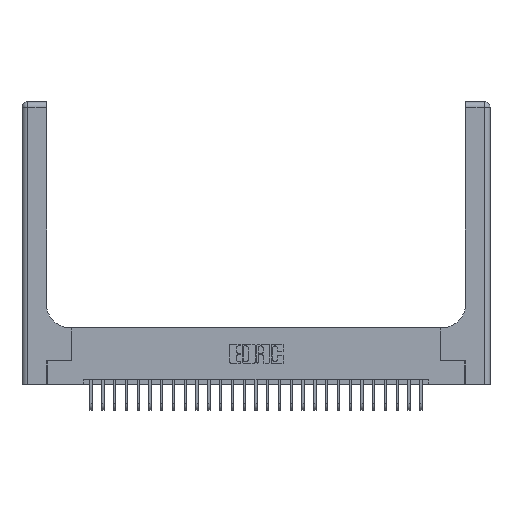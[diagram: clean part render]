
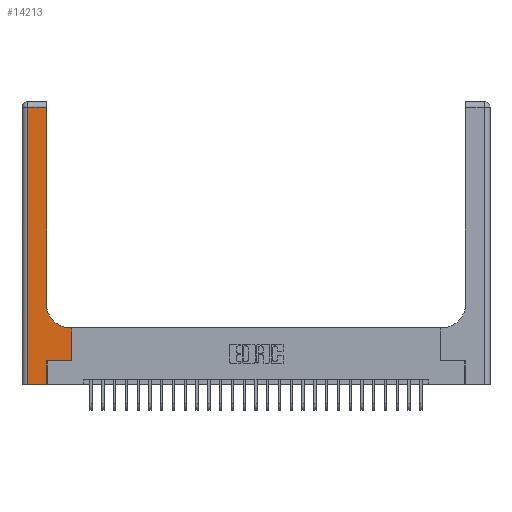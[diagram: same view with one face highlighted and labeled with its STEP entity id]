
A CAD part, top view. The second image highlights one B-rep face of the part: STEP entity #14213.
In plain terms, the highlighted planar face has unit normal (0, 0, 1).
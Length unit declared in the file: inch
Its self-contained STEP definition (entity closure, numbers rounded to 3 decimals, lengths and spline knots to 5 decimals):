
#375 = LINE ( 'NONE', #26945, #2417 ) ;
#654 = EDGE_LOOP ( 'NONE', ( #18846, #3453, #27347, #22187, #10843, #1571, #21125, #879, #20635 ) ) ;
#879 = ORIENTED_EDGE ( 'NONE', *, *, #7806, .T. ) ;
#897 = CARTESIAN_POINT ( 'NONE',  ( 0.265, 0.25, 0.37 ) ) ;
#1294 = LINE ( 'NONE', #9855, #22038 ) ;
#1571 = ORIENTED_EDGE ( 'NONE', *, *, #2559, .T. ) ;
#1621 = VERTEX_POINT ( 'NONE', #22227 ) ;
#2157 = CARTESIAN_POINT ( 'NONE',  ( 0.26, 2.94, 0.37 ) ) ;
#2211 = LINE ( 'NONE', #897, #24300 ) ;
#2417 = VECTOR ( 'NONE', #20593, 39.37008 ) ;
#2559 = EDGE_CURVE ( 'NONE', #6220, #6907, #2211, .T. ) ;
#3397 = EDGE_CURVE ( 'NONE', #6907, #24286, #12811, .T. ) ;
#3453 = ORIENTED_EDGE ( 'NONE', *, *, #12419, .T. ) ;
#5047 = VECTOR ( 'NONE', #21992, 39.37008 ) ;
#5063 = CARTESIAN_POINT ( 'NONE',  ( 0.265, 0., 0.37 ) ) ;
#5174 = DIRECTION ( 'NONE',  ( 1., 0., 0. ) ) ;
#5507 = VERTEX_POINT ( 'NONE', #14207 ) ;
#6220 = VERTEX_POINT ( 'NONE', #23355 ) ;
#6791 = EDGE_CURVE ( 'NONE', #1621, #19429, #24017, .T. ) ;
#6907 = VERTEX_POINT ( 'NONE', #8720 ) ;
#7292 = VERTEX_POINT ( 'NONE', #2157 ) ;
#7762 = CARTESIAN_POINT ( 'NONE',  ( 0.528, 0.25, 0.37 ) ) ;
#7806 = EDGE_CURVE ( 'NONE', #24286, #1621, #8785, .T. ) ;
#7886 = DIRECTION ( 'NONE',  ( 0., 0., -1. ) ) ;
#7907 = CARTESIAN_POINT ( 'NONE',  ( 0., 2.94, 0.37 ) ) ;
#8688 = VERTEX_POINT ( 'NONE', #5063 ) ;
#8720 = CARTESIAN_POINT ( 'NONE',  ( 0.528, 0.25, 0.37 ) ) ;
#8785 = LINE ( 'NONE', #27038, #16152 ) ;
#9855 = CARTESIAN_POINT ( 'NONE',  ( 0.26, 3., 0.37 ) ) ;
#9976 = CARTESIAN_POINT ( 'NONE',  ( 0.51, 0.85, 0.37 ) ) ;
#9997 = EDGE_CURVE ( 'NONE', #5507, #13758, #375, .T. ) ;
#10103 = EDGE_CURVE ( 'NONE', #13758, #8688, #19461, .T. ) ;
#10407 = CARTESIAN_POINT ( 'NONE',  ( 0.528, 0.6, 0.37 ) ) ;
#10843 = ORIENTED_EDGE ( 'NONE', *, *, #19927, .T. ) ;
#11202 = DIRECTION ( 'NONE',  ( 0., 0., -1. ) ) ;
#12419 = EDGE_CURVE ( 'NONE', #7292, #5507, #19983, .T. ) ;
#12811 = LINE ( 'NONE', #7762, #22265 ) ;
#13387 = CARTESIAN_POINT ( 'NONE',  ( 0.06, 0., 0.37 ) ) ;
#13455 = EDGE_CURVE ( 'NONE', #19429, #7292, #1294, .T. ) ;
#13758 = VERTEX_POINT ( 'NONE', #13387 ) ;
#13855 = CARTESIAN_POINT ( 'NONE',  ( 0.26, 0.85, 0.37 ) ) ;
#14207 = CARTESIAN_POINT ( 'NONE',  ( 0.06, 2.94, 0.37 ) ) ;
#14213 = ADVANCED_FACE ( 'NONE', ( #17343 ), #19795, .F. ) ;
#14242 = VECTOR ( 'NONE', #14768, 39.37008 ) ;
#14444 = DIRECTION ( 'NONE',  ( 0., 1., 0. ) ) ;
#14768 = DIRECTION ( 'NONE',  ( -1., 0., 0. ) ) ;
#15197 = AXIS2_PLACEMENT_3D ( 'NONE', #15336, #11202, #19592 ) ;
#15336 = CARTESIAN_POINT ( 'NONE',  ( 0., 3., 0.37 ) ) ;
#16034 = LINE ( 'NONE', #16914, #18084 ) ;
#16152 = VECTOR ( 'NONE', #16399, 39.37008 ) ;
#16399 = DIRECTION ( 'NONE',  ( -1., 0., 0. ) ) ;
#16914 = CARTESIAN_POINT ( 'NONE',  ( 0.265, 0., 0.37 ) ) ;
#17343 = FACE_OUTER_BOUND ( 'NONE', #654, .T. ) ;
#18084 = VECTOR ( 'NONE', #23480, 39.37008 ) ;
#18846 = ORIENTED_EDGE ( 'NONE', *, *, #13455, .T. ) ;
#19429 = VERTEX_POINT ( 'NONE', #13855 ) ;
#19461 = LINE ( 'NONE', #19831, #5047 ) ;
#19592 = DIRECTION ( 'NONE',  ( -1., 0., 0. ) ) ;
#19795 = PLANE ( 'NONE',  #15197 ) ;
#19831 = CARTESIAN_POINT ( 'NONE',  ( 0., 0., 0.37 ) ) ;
#19927 = EDGE_CURVE ( 'NONE', #8688, #6220, #16034, .T. ) ;
#19983 = LINE ( 'NONE', #7907, #14242 ) ;
#20593 = DIRECTION ( 'NONE',  ( 0., -1., 0. ) ) ;
#20635 = ORIENTED_EDGE ( 'NONE', *, *, #6791, .T. ) ;
#21046 = AXIS2_PLACEMENT_3D ( 'NONE', #9976, #7886, #21988 ) ;
#21125 = ORIENTED_EDGE ( 'NONE', *, *, #3397, .T. ) ;
#21503 = DIRECTION ( 'NONE',  ( 0., 1., 0. ) ) ;
#21988 = DIRECTION ( 'NONE',  ( 1., 0., 0. ) ) ;
#21992 = DIRECTION ( 'NONE',  ( 1., 0., 0. ) ) ;
#22038 = VECTOR ( 'NONE', #14444, 39.37008 ) ;
#22187 = ORIENTED_EDGE ( 'NONE', *, *, #10103, .T. ) ;
#22227 = CARTESIAN_POINT ( 'NONE',  ( 0.51, 0.6, 0.37 ) ) ;
#22265 = VECTOR ( 'NONE', #21503, 39.37008 ) ;
#23355 = CARTESIAN_POINT ( 'NONE',  ( 0.265, 0.25, 0.37 ) ) ;
#23480 = DIRECTION ( 'NONE',  ( 0., 1., 0. ) ) ;
#24017 = CIRCLE ( 'NONE', #21046, 0.25 ) ;
#24286 = VERTEX_POINT ( 'NONE', #10407 ) ;
#24300 = VECTOR ( 'NONE', #5174, 39.37008 ) ;
#26945 = CARTESIAN_POINT ( 'NONE',  ( 0.06, 3., 0.37 ) ) ;
#27038 = CARTESIAN_POINT ( 'NONE',  ( 0.26, 0.6, 0.37 ) ) ;
#27347 = ORIENTED_EDGE ( 'NONE', *, *, #9997, .T. ) ;
